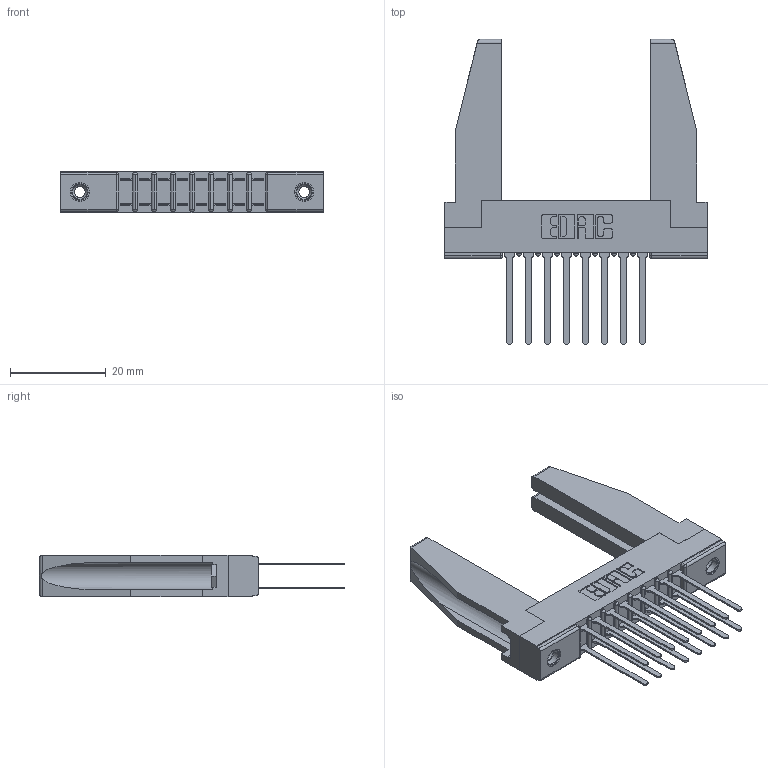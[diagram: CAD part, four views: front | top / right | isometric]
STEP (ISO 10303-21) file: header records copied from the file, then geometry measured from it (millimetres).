
FILE_DESCRIPTION (( 'STEP AP203' ), '1' );
FILE_NAME ('307-016-440-278.STEP', '2020-09-28T17:18:55', ( '' ), ( '' ), 'SwSTEP 2.0', 'SolidWorks 2020', '' );
FILE_SCHEMA (( 'CONFIG_CONTROL_DESIGN' ));
Length unit declared in the file: inch
Products named in the file (5): 307 Part_.156 Dia Mounting Holes; 307-290-001_540; 345-250-001_345-250-001-102; 307-220-078; 307-016-440-278
Assembly tree (21 placements, depth 2):
  307-016-440-278
    307 Part_.156 Dia Mounting Holes
    307-290-001_540  x16
    307-220-078  x2
    345-250-001_345-250-001-102  x2
Bounding box: 54.71 x 63.7 x 8.71 mm (x, y, z)
Volume: 7663 mm3; surface area: 10085.2 mm2
Topology: 21 solids, 21 shells, 993 faces, 2733 edges, 1766 vertices
Faces by surface type: plane 650, cylinder 309, sphere 18, cone 12, torus 4
Entity records: 13713 total; most frequent: CARTESIAN_POINT 2262, ORIENTED_EDGE 2196, DIRECTION 2184, EDGE_CURVE 1098, VECTOR 832, LINE 832, VERTEX_POINT 712, AXIS2_PLACEMENT_3D 676
